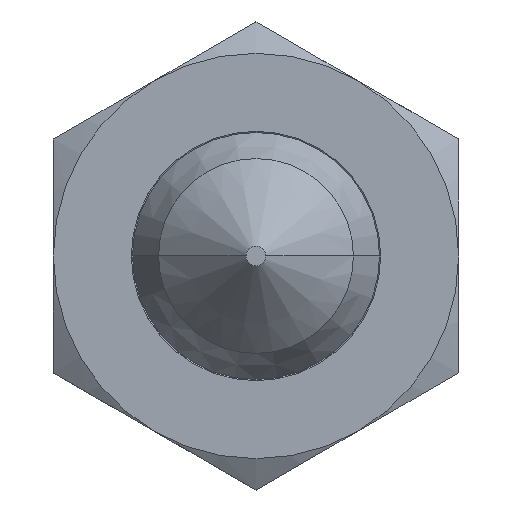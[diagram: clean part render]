
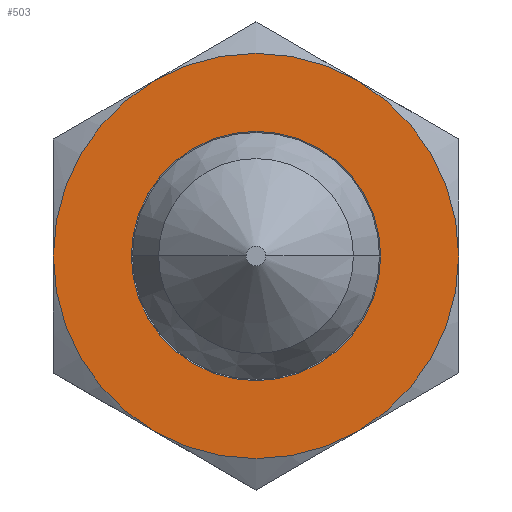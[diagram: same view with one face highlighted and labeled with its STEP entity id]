
A CAD part, left-side view. The second image highlights one B-rep face of the part: STEP entity #503.
In plain terms, the highlighted face is planar.
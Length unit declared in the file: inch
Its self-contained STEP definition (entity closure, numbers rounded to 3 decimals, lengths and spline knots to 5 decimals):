
#335 = EDGE_CURVE ( 'NONE', #3063, #3045, #1195, .T. ) ;
#461 = ORIENTED_EDGE ( 'NONE', *, *, #498, .T. ) ;
#467 = VERTEX_POINT ( 'NONE', #1223 ) ;
#477 = ORIENTED_EDGE ( 'NONE', *, *, #3309, .T. ) ;
#478 = ORIENTED_EDGE ( 'NONE', *, *, #3062, .F. ) ;
#481 = EDGE_LOOP ( 'NONE', ( #478, #484 ) ) ;
#484 = ORIENTED_EDGE ( 'NONE', *, *, #335, .F. ) ;
#485 = ORIENTED_EDGE ( 'NONE', *, *, #510, .T. ) ;
#494 = ORIENTED_EDGE ( 'NONE', *, *, #500, .T. ) ;
#495 = ORIENTED_EDGE ( 'NONE', *, *, #513, .F. ) ;
#498 = EDGE_CURVE ( 'NONE', #467, #499, #1205, .T. ) ;
#499 = VERTEX_POINT ( 'NONE', #1201 ) ;
#500 = EDGE_CURVE ( 'NONE', #505, #514, #1257, .T. ) ;
#502 = EDGE_CURVE ( 'NONE', #514, #467, #1251, .T. ) ;
#503 = ADVANCED_FACE ( 'NONE', ( #1240, #1256 ), #1239, .F. ) ;
#505 = VERTEX_POINT ( 'NONE', #1198 ) ;
#506 = VERTEX_POINT ( 'NONE', #1233 ) ;
#507 = ORIENTED_EDGE ( 'NONE', *, *, #502, .T. ) ;
#508 = EDGE_LOOP ( 'NONE', ( #495, #494, #507, #461, #485, #477 ) ) ;
#510 = EDGE_CURVE ( 'NONE', #499, #512, #1263, .T. ) ;
#512 = VERTEX_POINT ( 'NONE', #1237 ) ;
#513 = EDGE_CURVE ( 'NONE', #505, #506, #1238, .T. ) ;
#514 = VERTEX_POINT ( 'NONE', #1246 ) ;
#1145 = DIRECTION ( 'NONE',  ( 0., 0., -1. ) ) ;
#1181 = DIRECTION ( 'NONE',  ( 1., 0., 0. ) ) ;
#1192 = AXIS2_PLACEMENT_3D ( 'NONE', #1194, #1145, #1181 ) ;
#1194 = CARTESIAN_POINT ( 'NONE',  ( 0., 0., -0.15748 ) ) ;
#1195 = CIRCLE ( 'NONE', #1192, 0.15748 ) ;
#1198 = CARTESIAN_POINT ( 'NONE',  ( 0.25591, 0., -0.15748 ) ) ;
#1201 = CARTESIAN_POINT ( 'NONE',  ( -0.25591, 0., -0.15748 ) ) ;
#1205 = CIRCLE ( 'NONE', #1211, 0.25591 ) ;
#1211 = AXIS2_PLACEMENT_3D ( 'NONE', #1260, #1254, #1253 ) ;
#1223 = CARTESIAN_POINT ( 'NONE',  ( -0.12795, -0.22162, -0.15748 ) ) ;
#1233 = CARTESIAN_POINT ( 'NONE',  ( 0.12795, 0.22162, -0.15748 ) ) ;
#1234 = DIRECTION ( 'NONE',  ( 1., 0., 0. ) ) ;
#1235 = DIRECTION ( 'NONE',  ( 0., 0., 1. ) ) ;
#1236 = CARTESIAN_POINT ( 'NONE',  ( -0.51181, 0., -0.15748 ) ) ;
#1237 = CARTESIAN_POINT ( 'NONE',  ( -0.12795, 0.22162, -0.15748 ) ) ;
#1238 = CIRCLE ( 'NONE', #1294, 0.25591 ) ;
#1239 = PLANE ( 'NONE',  #1249 ) ;
#1240 = FACE_OUTER_BOUND ( 'NONE', #508, .T. ) ;
#1241 = DIRECTION ( 'NONE',  ( 1., 0., 0. ) ) ;
#1242 = DIRECTION ( 'NONE',  ( 0., 0., -1. ) ) ;
#1243 = CARTESIAN_POINT ( 'NONE',  ( 0., 0., -0.15748 ) ) ;
#1246 = CARTESIAN_POINT ( 'NONE',  ( 0.12795, -0.22162, -0.15748 ) ) ;
#1247 = DIRECTION ( 'NONE',  ( 1., 0., 0. ) ) ;
#1248 = DIRECTION ( 'NONE',  ( 0., 0., -1. ) ) ;
#1249 = AXIS2_PLACEMENT_3D ( 'NONE', #1236, #1235, #1234 ) ;
#1250 = AXIS2_PLACEMENT_3D ( 'NONE', #1243, #1242, #1241 ) ;
#1251 = CIRCLE ( 'NONE', #1250, 0.25591 ) ;
#1252 = AXIS2_PLACEMENT_3D ( 'NONE', #1255, #1248, #1247 ) ;
#1253 = DIRECTION ( 'NONE',  ( 1., 0., 0. ) ) ;
#1254 = DIRECTION ( 'NONE',  ( 0., 0., -1. ) ) ;
#1255 = CARTESIAN_POINT ( 'NONE',  ( 0., 0., -0.15748 ) ) ;
#1256 = FACE_BOUND ( 'NONE', #481, .T. ) ;
#1257 = CIRCLE ( 'NONE', #1252, 0.25591 ) ;
#1260 = CARTESIAN_POINT ( 'NONE',  ( 0., 0., -0.15748 ) ) ;
#1263 = CIRCLE ( 'NONE', #1293, 0.25591 ) ;
#1284 = DIRECTION ( 'NONE',  ( 1., 0., 0. ) ) ;
#1285 = DIRECTION ( 'NONE',  ( 0., 0., 1. ) ) ;
#1290 = DIRECTION ( 'NONE',  ( 1., 0., 0. ) ) ;
#1291 = DIRECTION ( 'NONE',  ( 0., 0., -1. ) ) ;
#1292 = CARTESIAN_POINT ( 'NONE',  ( 0., 0., -0.15748 ) ) ;
#1293 = AXIS2_PLACEMENT_3D ( 'NONE', #1292, #1291, #1290 ) ;
#1294 = AXIS2_PLACEMENT_3D ( 'NONE', #1299, #1285, #1284 ) ;
#1299 = CARTESIAN_POINT ( 'NONE',  ( 0., 0., -0.15748 ) ) ;
#2081 = CIRCLE ( 'NONE', #2131, 0.15748 ) ;
#2085 = CARTESIAN_POINT ( 'NONE',  ( -0.15748, 0., -0.15748 ) ) ;
#2100 = CARTESIAN_POINT ( 'NONE',  ( 0.15748, 0., -0.15748 ) ) ;
#2128 = DIRECTION ( 'NONE',  ( 1., 0., 0. ) ) ;
#2129 = DIRECTION ( 'NONE',  ( 0., 0., -1. ) ) ;
#2130 = CARTESIAN_POINT ( 'NONE',  ( 0., 0., -0.15748 ) ) ;
#2131 = AXIS2_PLACEMENT_3D ( 'NONE', #2130, #2129, #2128 ) ;
#2392 = CIRCLE ( 'NONE', #2410, 0.25591 ) ;
#2408 = DIRECTION ( 'NONE',  ( 1., 0., 0. ) ) ;
#2409 = DIRECTION ( 'NONE',  ( 0., 0., -1. ) ) ;
#2410 = AXIS2_PLACEMENT_3D ( 'NONE', #2417, #2409, #2408 ) ;
#2417 = CARTESIAN_POINT ( 'NONE',  ( 0., 0., -0.15748 ) ) ;
#3045 = VERTEX_POINT ( 'NONE', #2100 ) ;
#3062 = EDGE_CURVE ( 'NONE', #3045, #3063, #2081, .T. ) ;
#3063 = VERTEX_POINT ( 'NONE', #2085 ) ;
#3309 = EDGE_CURVE ( 'NONE', #512, #506, #2392, .T. ) ;
